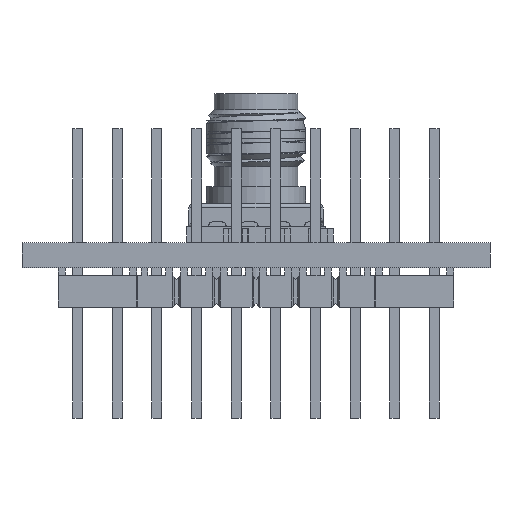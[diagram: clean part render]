
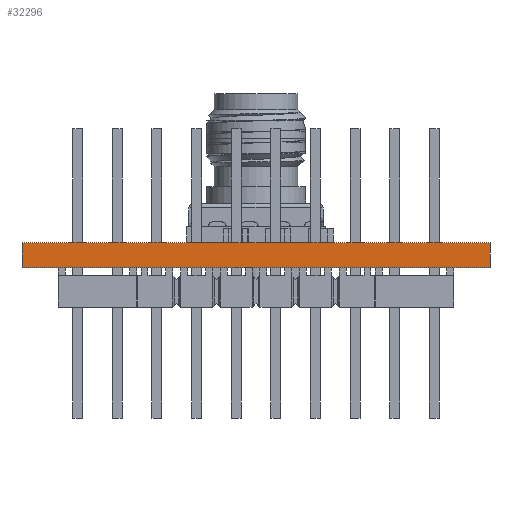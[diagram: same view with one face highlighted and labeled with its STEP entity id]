
A CAD part, front view. The second image highlights one B-rep face of the part: STEP entity #32296.
In plain terms, the highlighted planar face has unit normal (0, -1, 0).
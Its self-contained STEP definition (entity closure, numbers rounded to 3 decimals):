
#2315=FACE_OUTER_BOUND('',#4090,.T.);
#4090=EDGE_LOOP('',(#21731,#21732,#21733,#21734));
#6101=LINE('',#44954,#10234);
#6109=LINE('',#44970,#10242);
#6111=LINE('',#44973,#10244);
#6112=LINE('',#44974,#10245);
#10234=VECTOR('',#36455,1.);
#10242=VECTOR('',#36467,1.);
#10244=VECTOR('',#36471,1.);
#10245=VECTOR('',#36472,1.);
#14367=VERTEX_POINT('',#44952);
#14368=VERTEX_POINT('',#44953);
#14373=VERTEX_POINT('',#44967);
#14374=VERTEX_POINT('',#44969);
#17223=EDGE_CURVE('',#14367,#14368,#6101,.T.);
#17231=EDGE_CURVE('',#14374,#14373,#6109,.T.);
#17233=EDGE_CURVE('',#14373,#14368,#6111,.T.);
#17234=EDGE_CURVE('',#14374,#14367,#6112,.T.);
#21731=ORIENTED_EDGE('',*,*,#17231,.T.);
#21732=ORIENTED_EDGE('',*,*,#17233,.T.);
#21733=ORIENTED_EDGE('',*,*,#17223,.F.);
#21734=ORIENTED_EDGE('',*,*,#17234,.F.);
#30703=PLANE('',#34269);
#32296=ADVANCED_FACE('',(#2315),#30703,.T.);
#34269=AXIS2_PLACEMENT_3D('',#44972,#36469,#36470);
#36455=DIRECTION('',(0.,0.,1.));
#36467=DIRECTION('',(0.,0.,1.));
#36469=DIRECTION('center_axis',(0.,-1.,0.));
#36470=DIRECTION('ref_axis',(-1.,0.,0.));
#36471=DIRECTION('',(-1.,0.,0.));
#36472=DIRECTION('',(-1.,0.,0.));
#44952=CARTESIAN_POINT('',(0.,0.,0.));
#44953=CARTESIAN_POINT('',(0.,0.,1.6));
#44954=CARTESIAN_POINT('',(0.,0.,0.));
#44967=CARTESIAN_POINT('',(30.,0.,1.6));
#44969=CARTESIAN_POINT('',(30.,0.,0.));
#44970=CARTESIAN_POINT('',(30.,0.,0.));
#44972=CARTESIAN_POINT('Origin',(30.,0.,0.));
#44973=CARTESIAN_POINT('',(30.,0.,1.6));
#44974=CARTESIAN_POINT('',(30.,0.,0.));
